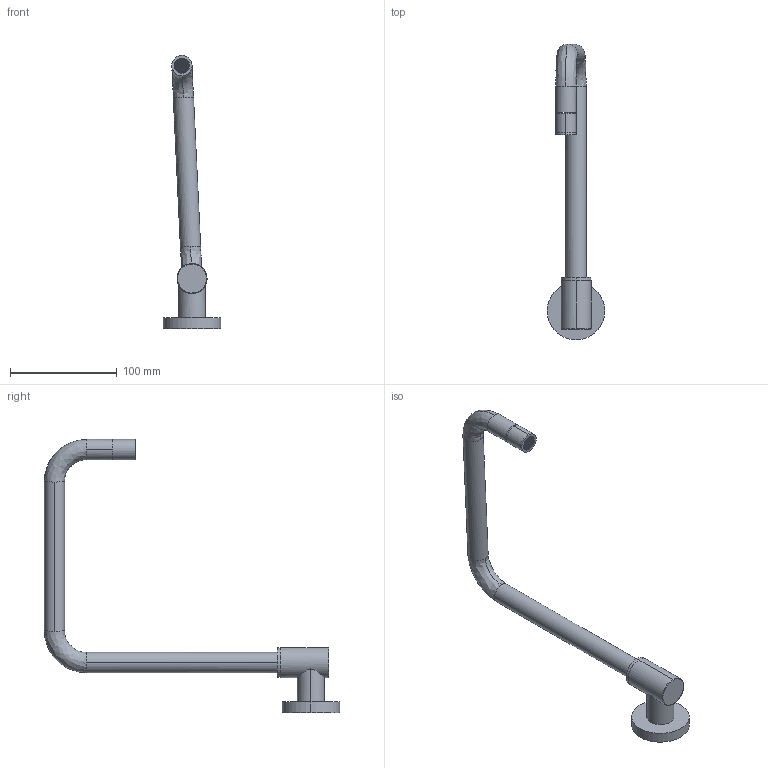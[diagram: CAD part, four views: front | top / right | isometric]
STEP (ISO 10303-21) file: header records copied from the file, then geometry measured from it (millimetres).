
FILE_DESCRIPTION (( 'STEP AP214' ), '1' );
FILE_NAME ('SWSIOQC_shell.STEP', '2018-10-24T03:35:49', ( 'khoa' ), ( '' ), 'SwSTEP 2.0', 'SolidWorks 2016', '' );
FILE_SCHEMA (( 'AUTOMOTIVE_DESIGN' ));
Length unit declared in the file: millimetre
Products named in the file (2): SWSIOQC_shell
Bounding box: 54 x 277.01 x 256.23 mm (x, y, z)
Volume: 190381.2 mm3; surface area: 43036.9 mm2
Topology: 3 solids, 3 shells, 1867 faces, 5717 edges, 3806 vertices
Faces by surface type: plane 1799, cylinder 49, cone 13, bspline 6
Entity records: 84696 total; most frequent: CARTESIAN_POINT 11596, ORIENTED_EDGE 11434, DIRECTION 9683, EDGE_CURVE 5717, VECTOR 5465, LINE 5465, VERTEX_POINT 3806, EDGE_LOOP 2443
